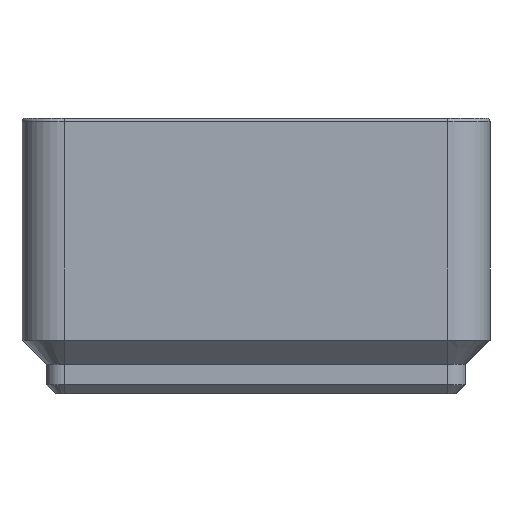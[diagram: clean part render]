
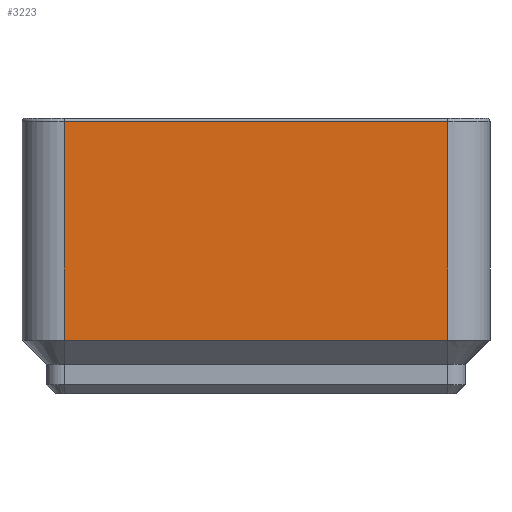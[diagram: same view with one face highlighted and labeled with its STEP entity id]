
A CAD part, left-side view. The second image highlights one B-rep face of the part: STEP entity #3223.
In plain terms, the highlighted planar face has unit normal (-1, 0, 0).
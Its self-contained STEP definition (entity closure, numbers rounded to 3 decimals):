
#943 = CYLINDRICAL_SURFACE('',#944,0.3);
#944 = AXIS2_PLACEMENT_3D('',#945,#946,#947);
#945 = CARTESIAN_POINT('',(-41.45,17.,24.129));
#946 = DIRECTION('',(0.,-1.,0.));
#947 = DIRECTION('',(0.,0.,1.));
#2045 = VERTEX_POINT('',#2046);
#2046 = CARTESIAN_POINT('',(-41.75,17.,24.129));
#2081 = CYLINDRICAL_SURFACE('',#2082,3.75);
#2082 = AXIS2_PLACEMENT_3D('',#2083,#2084,#2085);
#2083 = CARTESIAN_POINT('',(-38.,17.,5.25));
#2084 = DIRECTION('',(0.,0.,1.));
#2085 = DIRECTION('',(1.,0.,0.));
#2150 = EDGE_CURVE('',#2045,#2151,#2153,.T.);
#2151 = VERTEX_POINT('',#2152);
#2152 = CARTESIAN_POINT('',(-41.75,-17.,24.129));
#2153 = SURFACE_CURVE('',#2154,(#2158,#2165),.PCURVE_S1.);
#2154 = LINE('',#2155,#2156);
#2155 = CARTESIAN_POINT('',(-41.75,17.,24.129));
#2156 = VECTOR('',#2157,1.);
#2157 = DIRECTION('',(0.,-1.,0.));
#2158 = PCURVE('',#943,#2159);
#2159 = DEFINITIONAL_REPRESENTATION('',(#2160),#2164);
#2160 = LINE('',#2161,#2162);
#2161 = CARTESIAN_POINT('',(1.571,0.));
#2162 = VECTOR('',#2163,1.);
#2163 = DIRECTION('',(0.,1.));
#2164 = ( GEOMETRIC_REPRESENTATION_CONTEXT(2) 
PARAMETRIC_REPRESENTATION_CONTEXT() REPRESENTATION_CONTEXT('2D SPACE',''
  ) );
#2165 = PCURVE('',#2166,#2171);
#2166 = PLANE('',#2167);
#2167 = AXIS2_PLACEMENT_3D('',#2168,#2169,#2170);
#2168 = CARTESIAN_POINT('',(-41.75,-17.,5.25));
#2169 = DIRECTION('',(1.,0.,0.));
#2170 = DIRECTION('',(-0.,1.,0.));
#2171 = DEFINITIONAL_REPRESENTATION('',(#2172),#2176);
#2172 = LINE('',#2173,#2174);
#2173 = CARTESIAN_POINT('',(34.,18.879));
#2174 = VECTOR('',#2175,1.);
#2175 = DIRECTION('',(-1.,0.));
#2176 = ( GEOMETRIC_REPRESENTATION_CONTEXT(2) 
PARAMETRIC_REPRESENTATION_CONTEXT() REPRESENTATION_CONTEXT('2D SPACE',''
  ) );
#2295 = CYLINDRICAL_SURFACE('',#2296,3.75);
#2296 = AXIS2_PLACEMENT_3D('',#2297,#2298,#2299);
#2297 = CARTESIAN_POINT('',(-38.,-17.,5.25));
#2298 = DIRECTION('',(0.,0.,1.));
#2299 = DIRECTION('',(1.,0.,0.));
#3120 = VERTEX_POINT('',#3121);
#3121 = CARTESIAN_POINT('',(-41.75,17.,4.75));
#3148 = EDGE_CURVE('',#2045,#3120,#3149,.T.);
#3149 = SURFACE_CURVE('',#3150,(#3154,#3161),.PCURVE_S1.);
#3150 = LINE('',#3151,#3152);
#3151 = CARTESIAN_POINT('',(-41.75,17.,52.8));
#3152 = VECTOR('',#3153,1.);
#3153 = DIRECTION('',(0.,0.,-1.));
#3154 = PCURVE('',#2081,#3155);
#3155 = DEFINITIONAL_REPRESENTATION('',(#3156),#3160);
#3156 = LINE('',#3157,#3158);
#3157 = CARTESIAN_POINT('',(3.142,47.55));
#3158 = VECTOR('',#3159,1.);
#3159 = DIRECTION('',(0.,-1.));
#3160 = ( GEOMETRIC_REPRESENTATION_CONTEXT(2) 
PARAMETRIC_REPRESENTATION_CONTEXT() REPRESENTATION_CONTEXT('2D SPACE',''
  ) );
#3161 = PCURVE('',#2166,#3162);
#3162 = DEFINITIONAL_REPRESENTATION('',(#3163),#3167);
#3163 = LINE('',#3164,#3165);
#3164 = CARTESIAN_POINT('',(34.,47.55));
#3165 = VECTOR('',#3166,1.);
#3166 = DIRECTION('',(0.,-1.));
#3167 = ( GEOMETRIC_REPRESENTATION_CONTEXT(2) 
PARAMETRIC_REPRESENTATION_CONTEXT() REPRESENTATION_CONTEXT('2D SPACE',''
  ) );
#3223 = ADVANCED_FACE('',(#3224),#2166,.F.);
#3224 = FACE_BOUND('',#3225,.F.);
#3225 = EDGE_LOOP('',(#3226,#3249,#3275,#3276));
#3226 = ORIENTED_EDGE('',*,*,#3227,.F.);
#3227 = EDGE_CURVE('',#3228,#2151,#3230,.T.);
#3228 = VERTEX_POINT('',#3229);
#3229 = CARTESIAN_POINT('',(-41.75,-17.,4.75));
#3230 = SURFACE_CURVE('',#3231,(#3235,#3242),.PCURVE_S1.);
#3231 = LINE('',#3232,#3233);
#3232 = CARTESIAN_POINT('',(-41.75,-17.,4.75));
#3233 = VECTOR('',#3234,1.);
#3234 = DIRECTION('',(0.,0.,1.));
#3235 = PCURVE('',#2166,#3236);
#3236 = DEFINITIONAL_REPRESENTATION('',(#3237),#3241);
#3237 = LINE('',#3238,#3239);
#3238 = CARTESIAN_POINT('',(0.,-0.5));
#3239 = VECTOR('',#3240,1.);
#3240 = DIRECTION('',(0.,1.));
#3241 = ( GEOMETRIC_REPRESENTATION_CONTEXT(2) 
PARAMETRIC_REPRESENTATION_CONTEXT() REPRESENTATION_CONTEXT('2D SPACE',''
  ) );
#3242 = PCURVE('',#2295,#3243);
#3243 = DEFINITIONAL_REPRESENTATION('',(#3244),#3248);
#3244 = LINE('',#3245,#3246);
#3245 = CARTESIAN_POINT('',(3.142,-0.5));
#3246 = VECTOR('',#3247,1.);
#3247 = DIRECTION('',(-0.,1.));
#3248 = ( GEOMETRIC_REPRESENTATION_CONTEXT(2) 
PARAMETRIC_REPRESENTATION_CONTEXT() REPRESENTATION_CONTEXT('2D SPACE',''
  ) );
#3249 = ORIENTED_EDGE('',*,*,#3250,.T.);
#3250 = EDGE_CURVE('',#3228,#3120,#3251,.T.);
#3251 = SURFACE_CURVE('',#3252,(#3256,#3263),.PCURVE_S1.);
#3252 = LINE('',#3253,#3254);
#3253 = CARTESIAN_POINT('',(-41.75,-8.5,4.75));
#3254 = VECTOR('',#3255,1.);
#3255 = DIRECTION('',(0.,1.,0.));
#3256 = PCURVE('',#2166,#3257);
#3257 = DEFINITIONAL_REPRESENTATION('',(#3258),#3262);
#3258 = LINE('',#3259,#3260);
#3259 = CARTESIAN_POINT('',(8.5,-0.5));
#3260 = VECTOR('',#3261,1.);
#3261 = DIRECTION('',(1.,0.));
#3262 = ( GEOMETRIC_REPRESENTATION_CONTEXT(2) 
PARAMETRIC_REPRESENTATION_CONTEXT() REPRESENTATION_CONTEXT('2D SPACE',''
  ) );
#3263 = PCURVE('',#3264,#3269);
#3264 = PLANE('',#3265);
#3265 = AXIS2_PLACEMENT_3D('',#3266,#3267,#3268);
#3266 = CARTESIAN_POINT('',(-42.,0.,5.));
#3267 = DIRECTION('',(0.707,0.,0.707));
#3268 = DIRECTION('',(-0.707,0.,0.707));
#3269 = DEFINITIONAL_REPRESENTATION('',(#3270),#3274);
#3270 = LINE('',#3271,#3272);
#3271 = CARTESIAN_POINT('',(-0.354,8.5));
#3272 = VECTOR('',#3273,1.);
#3273 = DIRECTION('',(-0.,-1.));
#3274 = ( GEOMETRIC_REPRESENTATION_CONTEXT(2) 
PARAMETRIC_REPRESENTATION_CONTEXT() REPRESENTATION_CONTEXT('2D SPACE',''
  ) );
#3275 = ORIENTED_EDGE('',*,*,#3148,.F.);
#3276 = ORIENTED_EDGE('',*,*,#2150,.T.);
